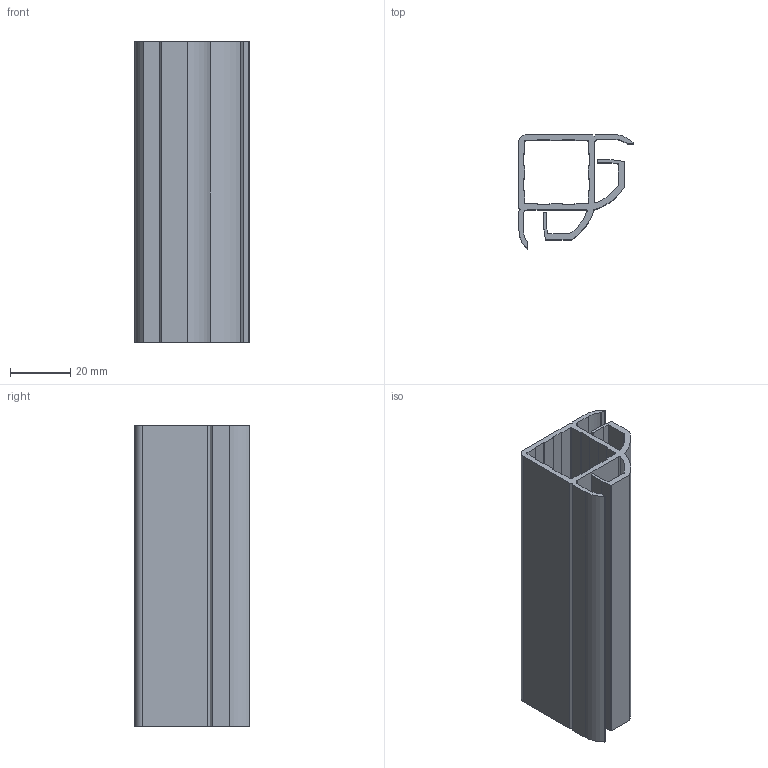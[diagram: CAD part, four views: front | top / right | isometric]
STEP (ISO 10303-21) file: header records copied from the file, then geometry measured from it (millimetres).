
FILE_DESCRIPTION(('STEP AP203'),'2;1');
FILE_NAME('XB28527.stp','2011-03-21T16:33:26',(''),(''),'2009.3.110','THINKDESIGN','');
FILE_SCHEMA(('CONFIG_CONTROL_DESIGN'));
Length unit declared in the file: millimetre
Bounding box: 38 x 38 x 100 mm (x, y, z)
Volume: 30120.7 mm3; surface area: 35140.4 mm2
Topology: 1 solids, 1 shells, 104 faces, 306 edges, 204 vertices
Faces by surface type: plane 68, cylinder 36
Entity records: 3559 total; most frequent: CARTESIAN_POINT 614, ORIENTED_EDGE 612, DIRECTION 586, EDGE_CURVE 306, VECTOR 234, LINE 234, VERTEX_POINT 204, AXIS2_PLACEMENT_3D 176
